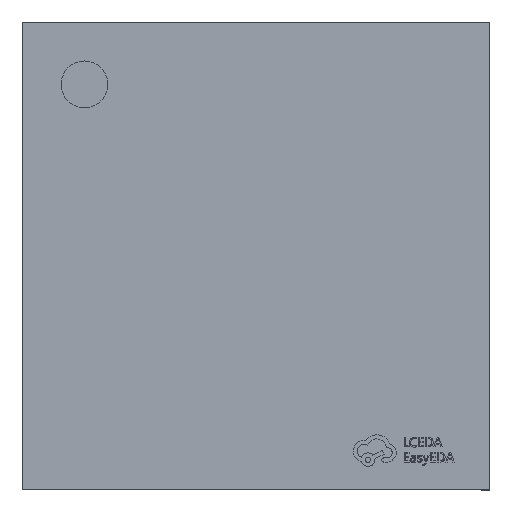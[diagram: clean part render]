
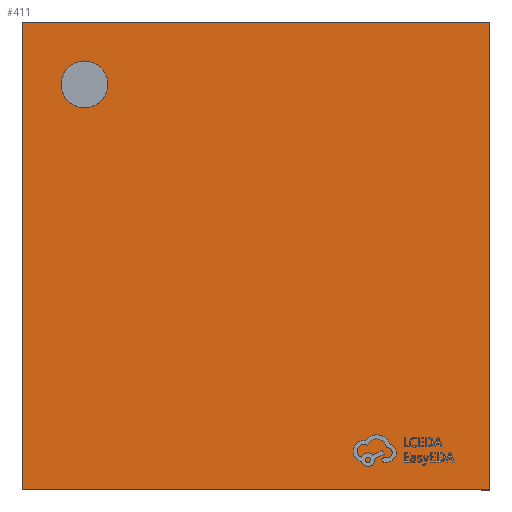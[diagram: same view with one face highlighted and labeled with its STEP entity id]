
A CAD part, top view. The second image highlights one B-rep face of the part: STEP entity #411.
In plain terms, the highlighted planar face has unit normal (0, 0, 1).
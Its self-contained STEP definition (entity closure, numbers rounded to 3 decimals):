
#43 = EDGE_CURVE ( 'NONE', #10422, #6111, #11368, .T. ) ;
#411 = ADVANCED_FACE ( 'NONE', ( #10388, #15003 ), #7490, .F. ) ;
#923 = ORIENTED_EDGE ( 'NONE', *, *, #7759, .F. ) ;
#1476 = ORIENTED_EDGE ( 'NONE', *, *, #15423, .T. ) ;
#1599 = CARTESIAN_POINT ( 'NONE',  ( -1.5, -1.5, 0.73 ) ) ;
#1622 = CARTESIAN_POINT ( 'NONE',  ( -1.5, 1.5, 0.73 ) ) ;
#2045 = CARTESIAN_POINT ( 'NONE',  ( 1.5, -1.5, 0.73 ) ) ;
#2329 = ORIENTED_EDGE ( 'NONE', *, *, #43, .T. ) ;
#2634 = VERTEX_POINT ( 'NONE', #7281 ) ;
#2699 = VERTEX_POINT ( 'NONE', #2987 ) ;
#2921 = EDGE_LOOP ( 'NONE', ( #923, #10683 ) ) ;
#2987 = CARTESIAN_POINT ( 'NONE',  ( -1.5, -1.5, 0.73 ) ) ;
#3134 = DIRECTION ( 'NONE',  ( 0., 1., 0. ) ) ;
#4163 = AXIS2_PLACEMENT_3D ( 'NONE', #16357, #14794, #10460 ) ;
#4964 = VERTEX_POINT ( 'NONE', #2045 ) ;
#5479 = VECTOR ( 'NONE', #13129, 1000. ) ;
#5573 = CARTESIAN_POINT ( 'NONE',  ( -1.5, 1.5, 0.73 ) ) ;
#5588 = LINE ( 'NONE', #1599, #5479 ) ;
#5714 = VECTOR ( 'NONE', #16211, 1000. ) ;
#6111 = VERTEX_POINT ( 'NONE', #1622 ) ;
#6263 = LINE ( 'NONE', #14947, #14731 ) ;
#7235 = VECTOR ( 'NONE', #12432, 1000. ) ;
#7281 = CARTESIAN_POINT ( 'NONE',  ( -1.1, 0.95, 0.73 ) ) ;
#7490 = PLANE ( 'NONE',  #16548 ) ;
#7759 = EDGE_CURVE ( 'NONE', #2634, #14192, #12799, .T. ) ;
#8155 = DIRECTION ( 'NONE',  ( 0., 0., -1. ) ) ;
#8196 = CIRCLE ( 'NONE', #4163, 0.15 ) ;
#8343 = EDGE_CURVE ( 'NONE', #14192, #2634, #8196, .T. ) ;
#10388 = FACE_BOUND ( 'NONE', #2921, .T. ) ;
#10413 = LINE ( 'NONE', #16304, #7235 ) ;
#10422 = VERTEX_POINT ( 'NONE', #10650 ) ;
#10460 = DIRECTION ( 'NONE',  ( 0., -1., 0. ) ) ;
#10650 = CARTESIAN_POINT ( 'NONE',  ( 1.5, 1.5, 0.73 ) ) ;
#10683 = ORIENTED_EDGE ( 'NONE', *, *, #8343, .F. ) ;
#11310 = DIRECTION ( 'NONE',  ( 0., -1., 0. ) ) ;
#11368 = LINE ( 'NONE', #5573, #5714 ) ;
#12361 = EDGE_CURVE ( 'NONE', #6111, #2699, #10413, .T. ) ;
#12432 = DIRECTION ( 'NONE',  ( 0., -1., 0. ) ) ;
#12664 = EDGE_LOOP ( 'NONE', ( #1476, #15835, #2329, #13213 ) ) ;
#12799 = CIRCLE ( 'NONE', #15557, 0.15 ) ;
#13129 = DIRECTION ( 'NONE',  ( 1., 0., 0. ) ) ;
#13213 = ORIENTED_EDGE ( 'NONE', *, *, #12361, .T. ) ;
#14192 = VERTEX_POINT ( 'NONE', #17869 ) ;
#14731 = VECTOR ( 'NONE', #3134, 1000. ) ;
#14794 = DIRECTION ( 'NONE',  ( 0., 0., 1. ) ) ;
#14947 = CARTESIAN_POINT ( 'NONE',  ( 1.5, 1.5, 0.73 ) ) ;
#15003 = FACE_OUTER_BOUND ( 'NONE', #12664, .T. ) ;
#15423 = EDGE_CURVE ( 'NONE', #2699, #4964, #5588, .T. ) ;
#15538 = EDGE_CURVE ( 'NONE', #4964, #10422, #6263, .T. ) ;
#15557 = AXIS2_PLACEMENT_3D ( 'NONE', #15571, #15854, #11310 ) ;
#15571 = CARTESIAN_POINT ( 'NONE',  ( -1.1, 1.1, 0.73 ) ) ;
#15835 = ORIENTED_EDGE ( 'NONE', *, *, #15538, .T. ) ;
#15854 = DIRECTION ( 'NONE',  ( 0., 0., 1. ) ) ;
#16211 = DIRECTION ( 'NONE',  ( -1., 0., 0. ) ) ;
#16304 = CARTESIAN_POINT ( 'NONE',  ( -1.5, 1.5, 0.73 ) ) ;
#16357 = CARTESIAN_POINT ( 'NONE',  ( -1.1, 1.1, 0.73 ) ) ;
#16548 = AXIS2_PLACEMENT_3D ( 'NONE', #17037, #8155, #18208 ) ;
#17037 = CARTESIAN_POINT ( 'NONE',  ( 0., 0., 0.73 ) ) ;
#17869 = CARTESIAN_POINT ( 'NONE',  ( -1.1, 1.25, 0.73 ) ) ;
#18208 = DIRECTION ( 'NONE',  ( 0., 1., 0. ) ) ;
